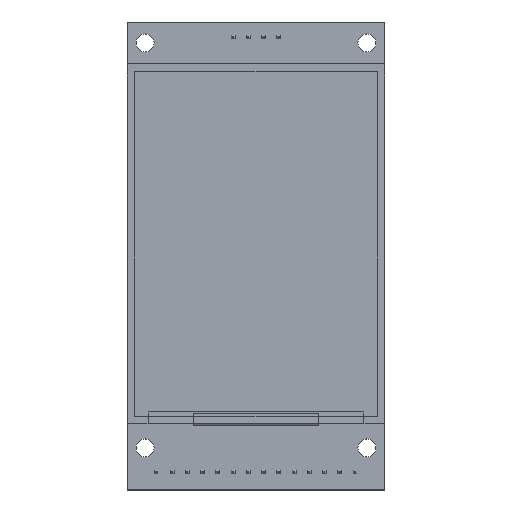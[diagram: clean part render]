
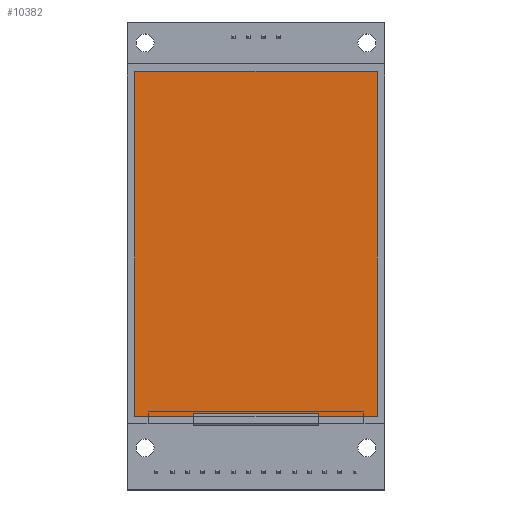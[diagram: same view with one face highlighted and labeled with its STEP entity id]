
A CAD part, top view. The second image highlights one B-rep face of the part: STEP entity #10382.
In plain terms, the highlighted planar face has unit normal (0, 0, 1).
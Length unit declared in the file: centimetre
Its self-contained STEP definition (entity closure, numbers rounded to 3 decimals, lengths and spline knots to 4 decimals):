
#896=FACE_OUTER_BOUND('',#1539,.T.);
#1539=EDGE_LOOP('',(#8824,#8825,#8826,#8827));
#2664=LINE('',#16656,#3919);
#2665=LINE('',#16658,#3920);
#2666=LINE('',#16660,#3921);
#2667=LINE('',#16661,#3922);
#3919=VECTOR('',#13747,100.);
#3920=VECTOR('',#13748,100.);
#3921=VECTOR('',#13749,100.);
#3922=VECTOR('',#13750,100.);
#4903=VERTEX_POINT('',#16654);
#4904=VERTEX_POINT('',#16655);
#4905=VERTEX_POINT('',#16657);
#4906=VERTEX_POINT('',#16659);
#6228=EDGE_CURVE('',#4903,#4904,#2664,.T.);
#6229=EDGE_CURVE('',#4904,#4905,#2665,.T.);
#6230=EDGE_CURVE('',#4905,#4906,#2666,.T.);
#6231=EDGE_CURVE('',#4906,#4903,#2667,.T.);
#8824=ORIENTED_EDGE('',*,*,#6228,.T.);
#8825=ORIENTED_EDGE('',*,*,#6229,.T.);
#8826=ORIENTED_EDGE('',*,*,#6230,.T.);
#8827=ORIENTED_EDGE('',*,*,#6231,.T.);
#9748=PLANE('',#11246);
#10382=ADVANCED_FACE('',(#896),#9748,.T.);
#11246=AXIS2_PLACEMENT_3D('',#16653,#13745,#13746);
#13745=DIRECTION('center_axis',(0.,0.,1.));
#13746=DIRECTION('ref_axis',(1.,0.,0.));
#13747=DIRECTION('',(0.,-1.,0.));
#13748=DIRECTION('',(1.,0.,0.));
#13749=DIRECTION('',(0.,1.,0.));
#13750=DIRECTION('',(-1.,0.,0.));
#16653=CARTESIAN_POINT('Origin',(-15.,15.2,0.465));
#16654=CARTESIAN_POINT('',(-17.025,18.075,0.465));
#16655=CARTESIAN_POINT('',(-17.025,12.325,0.465));
#16656=CARTESIAN_POINT('',(-17.025,15.2,0.465));
#16657=CARTESIAN_POINT('',(-12.975,12.325,0.465));
#16658=CARTESIAN_POINT('',(-15.,12.325,0.465));
#16659=CARTESIAN_POINT('',(-12.975,18.075,0.465));
#16660=CARTESIAN_POINT('',(-12.975,15.2,0.465));
#16661=CARTESIAN_POINT('',(-15.,18.075,0.465));
